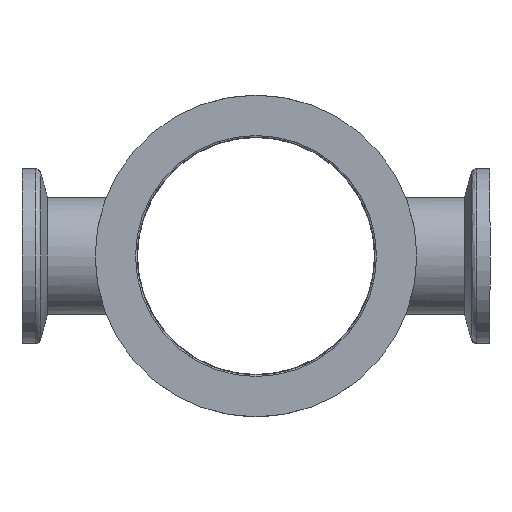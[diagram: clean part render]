
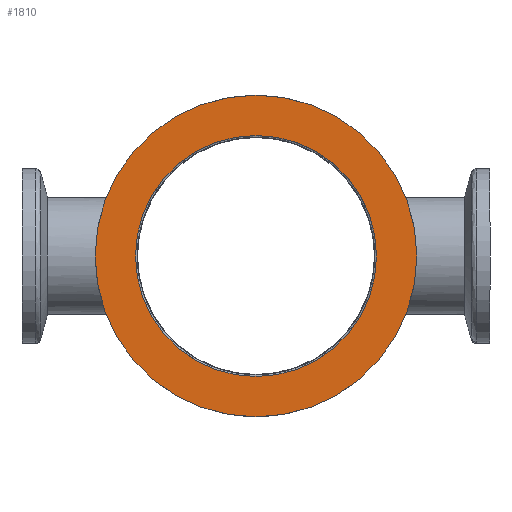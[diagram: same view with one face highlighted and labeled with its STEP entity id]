
A CAD part, left-side view. The second image highlights one B-rep face of the part: STEP entity #1810.
In plain terms, the highlighted face is planar.
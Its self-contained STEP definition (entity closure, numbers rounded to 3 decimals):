
#230 = AXIS2_PLACEMENT_3D ( 'NONE', #1754, #644, #354 ) ;
#354 = DIRECTION ( 'NONE',  ( 0., 0., 1. ) ) ;
#644 = DIRECTION ( 'NONE',  ( 0., 1., 0. ) ) ;
#718 = VERTEX_POINT ( 'NONE', #1649 ) ;
#791 = CIRCLE ( 'NONE', #1464, 27.5 ) ;
#852 = CARTESIAN_POINT ( 'NONE',  ( 0., 4.38, -27.5 ) ) ;
#870 = ORIENTED_EDGE ( 'NONE', *, *, #3409, .T. ) ;
#1010 = DIRECTION ( 'NONE',  ( 0., 0., -1. ) ) ;
#1018 = EDGE_CURVE ( 'NONE', #1508, #1508, #791, .T. ) ;
#1247 = EDGE_LOOP ( 'NONE', ( #870 ) ) ;
#1464 = AXIS2_PLACEMENT_3D ( 'NONE', #3564, #2708, #2153 ) ;
#1474 = FACE_BOUND ( 'NONE', #1247, .T. ) ;
#1508 = VERTEX_POINT ( 'NONE', #852 ) ;
#1649 = CARTESIAN_POINT ( 'NONE',  ( 0., 4.38, -20.6 ) ) ;
#1680 = PLANE ( 'NONE',  #230 ) ;
#1754 = CARTESIAN_POINT ( 'NONE',  ( 27.5, 4.38, 0. ) ) ;
#1810 = ADVANCED_FACE ( 'NONE', ( #1474, #2691 ), #1680, .T. ) ;
#1996 = CIRCLE ( 'NONE', #2665, 20.6 ) ;
#2093 = EDGE_LOOP ( 'NONE', ( #3538 ) ) ;
#2153 = DIRECTION ( 'NONE',  ( 0., 0., -1. ) ) ;
#2394 = DIRECTION ( 'NONE',  ( 0., -1., 0. ) ) ;
#2665 = AXIS2_PLACEMENT_3D ( 'NONE', #2924, #2394, #1010 ) ;
#2691 = FACE_OUTER_BOUND ( 'NONE', #2093, .T. ) ;
#2708 = DIRECTION ( 'NONE',  ( 0., 1., 0. ) ) ;
#2924 = CARTESIAN_POINT ( 'NONE',  ( 0., 4.38, 0. ) ) ;
#3409 = EDGE_CURVE ( 'NONE', #718, #718, #1996, .T. ) ;
#3538 = ORIENTED_EDGE ( 'NONE', *, *, #1018, .T. ) ;
#3564 = CARTESIAN_POINT ( 'NONE',  ( 0., 4.38, 0. ) ) ;
